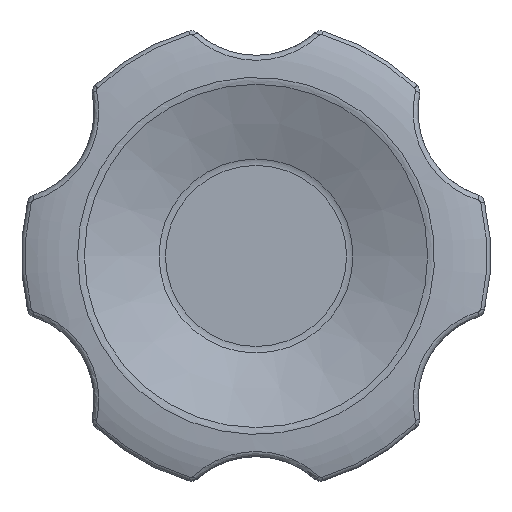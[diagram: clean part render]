
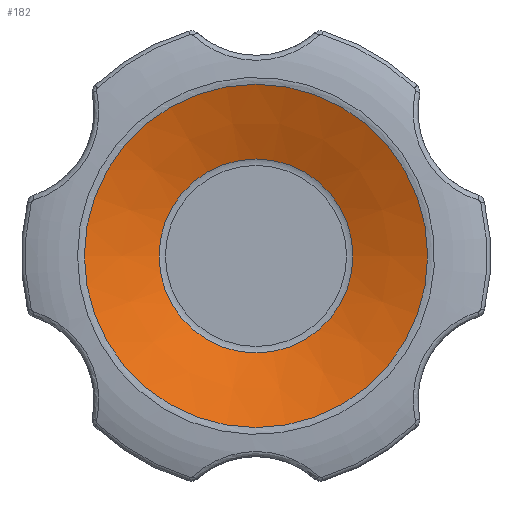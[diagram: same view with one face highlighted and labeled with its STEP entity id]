
A CAD part, top view. The second image highlights one B-rep face of the part: STEP entity #182.
In plain terms, the highlighted conical face has half-angle 68.629 degrees and reference radius 14.9 mm.
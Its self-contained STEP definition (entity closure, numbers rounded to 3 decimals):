
#182 = ADVANCED_FACE( '', ( #424, #425 ), #426, .F. );
#424 = FACE_BOUND( '', #2243, .T. );
#425 = FACE_OUTER_BOUND( '', #2244, .T. );
#426 = CONICAL_SURFACE( '', #2245, 14.9, 1.198 );
#2243 = EDGE_LOOP( '', ( #5600 ) );
#2244 = EDGE_LOOP( '', ( #5601 ) );
#2245 = AXIS2_PLACEMENT_3D( '', #5602, #5603, #5604 );
#5600 = ORIENTED_EDGE( '', *, *, #6137, .T. );
#5601 = ORIENTED_EDGE( '', *, *, #6106, .T. );
#5602 = CARTESIAN_POINT( '', ( 0., 0., 28. ) );
#5603 = DIRECTION( '', ( 0., 0., 1. ) );
#5604 = DIRECTION( '', ( 1., 0., 0. ) );
#6106 = EDGE_CURVE( '', #6458, #6458, #6459, .F. );
#6137 = EDGE_CURVE( '', #6500, #6500, #6501, .F. );
#6458 = VERTEX_POINT( '', #8302 );
#6459 = CIRCLE( '', #8303, 14.628 );
#6500 = VERTEX_POINT( '', #8501 );
#6501 = CIRCLE( '', #8502, 8.264 );
#8302 = CARTESIAN_POINT( '', ( -14.628, 0., 27.894 ) );
#8303 = AXIS2_PLACEMENT_3D( '', #9614, #9615, #9616 );
#8501 = CARTESIAN_POINT( '', ( 8.264, 0., 25.403 ) );
#8502 = AXIS2_PLACEMENT_3D( '', #9652, #9653, #9654 );
#9614 = CARTESIAN_POINT( '', ( 0., 0., 27.894 ) );
#9615 = DIRECTION( '', ( 0., 0., -1. ) );
#9616 = DIRECTION( '', ( -1., 0., 0. ) );
#9652 = CARTESIAN_POINT( '', ( 0., 0., 25.403 ) );
#9653 = DIRECTION( '', ( 0., 0., 1. ) );
#9654 = DIRECTION( '', ( 1., 0., 0. ) );
